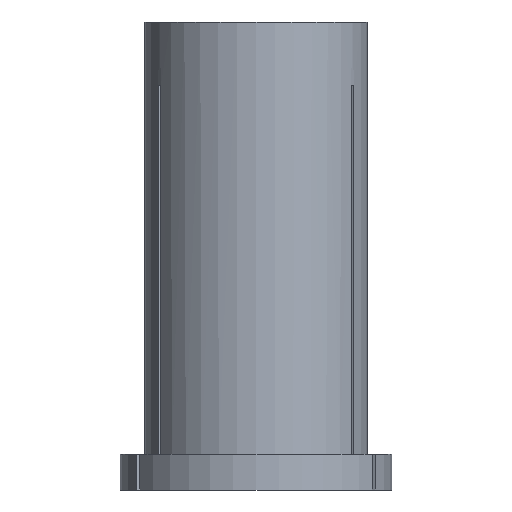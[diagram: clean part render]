
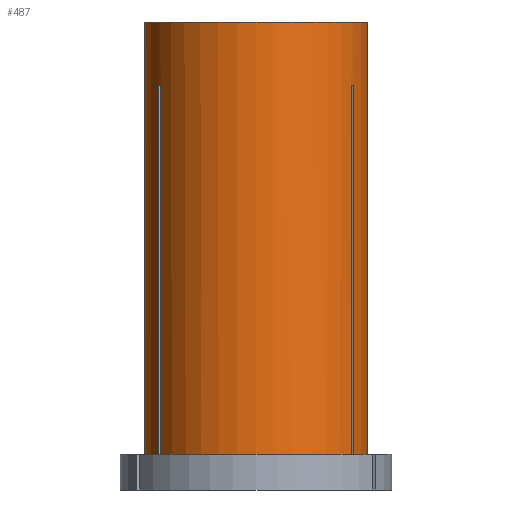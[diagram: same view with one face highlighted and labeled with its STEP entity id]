
A CAD part, front view. The second image highlights one B-rep face of the part: STEP entity #487.
In plain terms, the highlighted cylindrical face has radius 12.5 mm (diameter 25 mm), a partial arc.
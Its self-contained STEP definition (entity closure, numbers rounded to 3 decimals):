
#2 = CIRCLE ( 'NONE', #1125, 12.5 ) ;
#5 = CARTESIAN_POINT ( 'NONE',  ( -10.972, -5.988, -48.5 ) ) ;
#17 = EDGE_CURVE ( 'NONE', #1260, #441, #190, .T. ) ;
#44 = CARTESIAN_POINT ( 'NONE',  ( 10.672, -6.508, -7.094 ) ) ;
#46 = CARTESIAN_POINT ( 'NONE',  ( 10.972, -5.988, -7.094 ) ) ;
#79 = CARTESIAN_POINT ( 'NONE',  ( -12.5, 0., -48.5 ) ) ;
#82 = CARTESIAN_POINT ( 'NONE',  ( -10.724, -6.422, -7.093 ) ) ;
#83 = ORIENTED_EDGE ( 'NONE', *, *, #1205, .T. ) ;
#130 = VERTEX_POINT ( 'NONE', #714 ) ;
#136 = EDGE_CURVE ( 'NONE', #539, #671, #653, .T. ) ;
#137 = DIRECTION ( 'NONE',  ( 0., 0., 1. ) ) ;
#144 = DIRECTION ( 'NONE',  ( 1., 0., 0. ) ) ;
#147 = ORIENTED_EDGE ( 'NONE', *, *, #740, .T. ) ;
#163 = CARTESIAN_POINT ( 'NONE',  ( 10.826, -6.251, -7.092 ) ) ;
#179 = ORIENTED_EDGE ( 'NONE', *, *, #1140, .F. ) ;
#181 = CARTESIAN_POINT ( 'NONE',  ( -10.672, -6.508, -7.094 ) ) ;
#190 = LINE ( 'NONE', #742, #196 ) ;
#196 = VECTOR ( 'NONE', #757, 1000. ) ;
#209 = VERTEX_POINT ( 'NONE', #900 ) ;
#227 = ORIENTED_EDGE ( 'NONE', *, *, #17, .T. ) ;
#249 = CARTESIAN_POINT ( 'NONE',  ( 10.972, -5.988, -7.094 ) ) ;
#283 = DIRECTION ( 'NONE',  ( 1., 0., 0. ) ) ;
#295 = CARTESIAN_POINT ( 'NONE',  ( 10.924, -6.076, -7.093 ) ) ;
#298 = VECTOR ( 'NONE', #946, 1000. ) ;
#299 = EDGE_CURVE ( 'NONE', #1295, #1081, #319, .T. ) ;
#319 = B_SPLINE_CURVE_WITH_KNOTS ( 'NONE', 3,
 ( #1156, #604, #654, #82, #1161 ),
 .UNSPECIFIED., .F., .F.,
 ( 4, 1, 4 ),
 ( 0.068, 0.068, 0.068 ),
 .UNSPECIFIED. ) ;
#326 = VERTEX_POINT ( 'NONE', #5 ) ;
#338 = CARTESIAN_POINT ( 'NONE',  ( 12.5, 0., -48.5 ) ) ;
#393 = CYLINDRICAL_SURFACE ( 'NONE', #1086, 12.5 ) ;
#426 = CARTESIAN_POINT ( 'NONE',  ( 0., 0., 0. ) ) ;
#437 = VERTEX_POINT ( 'NONE', #44 ) ;
#441 = VERTEX_POINT ( 'NONE', #616 ) ;
#464 = CARTESIAN_POINT ( 'NONE',  ( 10.972, -5.988, -48.5 ) ) ;
#474 = VERTEX_POINT ( 'NONE', #532 ) ;
#475 = DIRECTION ( 'NONE',  ( 1., 0., 0. ) ) ;
#487 = ADVANCED_FACE ( 'NONE', ( #606 ), #393, .T. ) ;
#504 = ORIENTED_EDGE ( 'NONE', *, *, #988, .F. ) ;
#506 = EDGE_CURVE ( 'NONE', #437, #671, #1196, .T. ) ;
#532 = CARTESIAN_POINT ( 'NONE',  ( -12.5, 0., 0. ) ) ;
#539 = VERTEX_POINT ( 'NONE', #464 ) ;
#549 = AXIS2_PLACEMENT_3D ( 'NONE', #808, #976, #831 ) ;
#554 = ORIENTED_EDGE ( 'NONE', *, *, #701, .T. ) ;
#582 = VECTOR ( 'NONE', #840, 1000. ) ;
#594 = CARTESIAN_POINT ( 'NONE',  ( 0., 0., -48.5 ) ) ;
#597 = VECTOR ( 'NONE', #782, 1000. ) ;
#604 = CARTESIAN_POINT ( 'NONE',  ( -10.924, -6.076, -7.093 ) ) ;
#606 = FACE_OUTER_BOUND ( 'NONE', #1076, .T. ) ;
#607 = DIRECTION ( 'NONE',  ( 1., 0., 0. ) ) ;
#616 = CARTESIAN_POINT ( 'NONE',  ( 12.5, 0., 0. ) ) ;
#619 = CARTESIAN_POINT ( 'NONE',  ( -12.5, 0., 0. ) ) ;
#625 = CIRCLE ( 'NONE', #549, 12.5 ) ;
#649 = CARTESIAN_POINT ( 'NONE',  ( 10.672, -6.508, 0. ) ) ;
#653 = LINE ( 'NONE', #796, #803 ) ;
#654 = CARTESIAN_POINT ( 'NONE',  ( -10.827, -6.25, -7.092 ) ) ;
#668 = CARTESIAN_POINT ( 'NONE',  ( -10.972, -5.988, 0. ) ) ;
#671 = VERTEX_POINT ( 'NONE', #46 ) ;
#683 = CIRCLE ( 'NONE', #1255, 12.5 ) ;
#684 = ORIENTED_EDGE ( 'NONE', *, *, #506, .T. ) ;
#699 = ORIENTED_EDGE ( 'NONE', *, *, #962, .F. ) ;
#701 = EDGE_CURVE ( 'NONE', #209, #437, #1210, .T. ) ;
#714 = CARTESIAN_POINT ( 'NONE',  ( -10.672, -6.508, -48.5 ) ) ;
#718 = CARTESIAN_POINT ( 'NONE',  ( 0., 0., -48.5 ) ) ;
#730 = DIRECTION ( 'NONE',  ( 0., 0., 1. ) ) ;
#740 = EDGE_CURVE ( 'NONE', #539, #1260, #625, .T. ) ;
#742 = CARTESIAN_POINT ( 'NONE',  ( 12.5, 0., 0. ) ) ;
#757 = DIRECTION ( 'NONE',  ( 0., 0., 1. ) ) ;
#770 = DIRECTION ( 'NONE',  ( 0., 0., 1. ) ) ;
#776 = CARTESIAN_POINT ( 'NONE',  ( 10.724, -6.423, -7.093 ) ) ;
#782 = DIRECTION ( 'NONE',  ( 0., 0., 1. ) ) ;
#791 = VERTEX_POINT ( 'NONE', #79 ) ;
#793 = ORIENTED_EDGE ( 'NONE', *, *, #1083, .T. ) ;
#796 = CARTESIAN_POINT ( 'NONE',  ( 10.972, -5.988, 0. ) ) ;
#803 = VECTOR ( 'NONE', #908, 1000. ) ;
#808 = CARTESIAN_POINT ( 'NONE',  ( 0., 0., -48.5 ) ) ;
#819 = CARTESIAN_POINT ( 'NONE',  ( 0., 0., 0. ) ) ;
#831 = DIRECTION ( 'NONE',  ( 1., 0., 0. ) ) ;
#832 = CIRCLE ( 'NONE', #1068, 12.5 ) ;
#840 = DIRECTION ( 'NONE',  ( 0., 0., 1. ) ) ;
#864 = ORIENTED_EDGE ( 'NONE', *, *, #941, .T. ) ;
#900 = CARTESIAN_POINT ( 'NONE',  ( 10.672, -6.508, -48.5 ) ) ;
#908 = DIRECTION ( 'NONE',  ( 0., 0., 1. ) ) ;
#941 = EDGE_CURVE ( 'NONE', #326, #1295, #1136, .T. ) ;
#944 = VECTOR ( 'NONE', #137, 1000. ) ;
#946 = DIRECTION ( 'NONE',  ( 0., 0., 1. ) ) ;
#962 = EDGE_CURVE ( 'NONE', #130, #1081, #1027, .T. ) ;
#976 = DIRECTION ( 'NONE',  ( 0., 0., 1. ) ) ;
#988 = EDGE_CURVE ( 'NONE', #474, #441, #2, .T. ) ;
#1019 = DIRECTION ( 'NONE',  ( 0., 0., 1. ) ) ;
#1027 = LINE ( 'NONE', #1216, #597 ) ;
#1068 = AXIS2_PLACEMENT_3D ( 'NONE', #594, #1288, #283 ) ;
#1076 = EDGE_LOOP ( 'NONE', ( #179, #83, #864, #1133, #699, #793, #554, #684, #1203, #147, #227, #504 ) ) ;
#1081 = VERTEX_POINT ( 'NONE', #181 ) ;
#1083 = EDGE_CURVE ( 'NONE', #130, #209, #683, .T. ) ;
#1086 = AXIS2_PLACEMENT_3D ( 'NONE', #426, #770, #475 ) ;
#1125 = AXIS2_PLACEMENT_3D ( 'NONE', #819, #1019, #144 ) ;
#1133 = ORIENTED_EDGE ( 'NONE', *, *, #299, .T. ) ;
#1136 = LINE ( 'NONE', #668, #298 ) ;
#1140 = EDGE_CURVE ( 'NONE', #791, #474, #1242, .T. ) ;
#1156 = CARTESIAN_POINT ( 'NONE',  ( -10.972, -5.988, -7.094 ) ) ;
#1161 = CARTESIAN_POINT ( 'NONE',  ( -10.672, -6.508, -7.094 ) ) ;
#1187 = CARTESIAN_POINT ( 'NONE',  ( 10.672, -6.508, -7.094 ) ) ;
#1196 = B_SPLINE_CURVE_WITH_KNOTS ( 'NONE', 3,
 ( #1187, #776, #163, #295, #249 ),
 .UNSPECIFIED., .F., .F.,
 ( 4, 1, 4 ),
 ( 0.074, 0.074, 0.075 ),
 .UNSPECIFIED. ) ;
#1203 = ORIENTED_EDGE ( 'NONE', *, *, #136, .F. ) ;
#1205 = EDGE_CURVE ( 'NONE', #791, #326, #832, .T. ) ;
#1210 = LINE ( 'NONE', #649, #582 ) ;
#1216 = CARTESIAN_POINT ( 'NONE',  ( -10.672, -6.508, 0. ) ) ;
#1215 = CARTESIAN_POINT ( 'NONE',  ( -10.972, -5.988, -7.094 ) ) ;
#1242 = LINE ( 'NONE', #619, #944 ) ;
#1255 = AXIS2_PLACEMENT_3D ( 'NONE', #718, #730, #607 ) ;
#1260 = VERTEX_POINT ( 'NONE', #338 ) ;
#1288 = DIRECTION ( 'NONE',  ( 0., 0., 1. ) ) ;
#1295 = VERTEX_POINT ( 'NONE', #1215 ) ;
